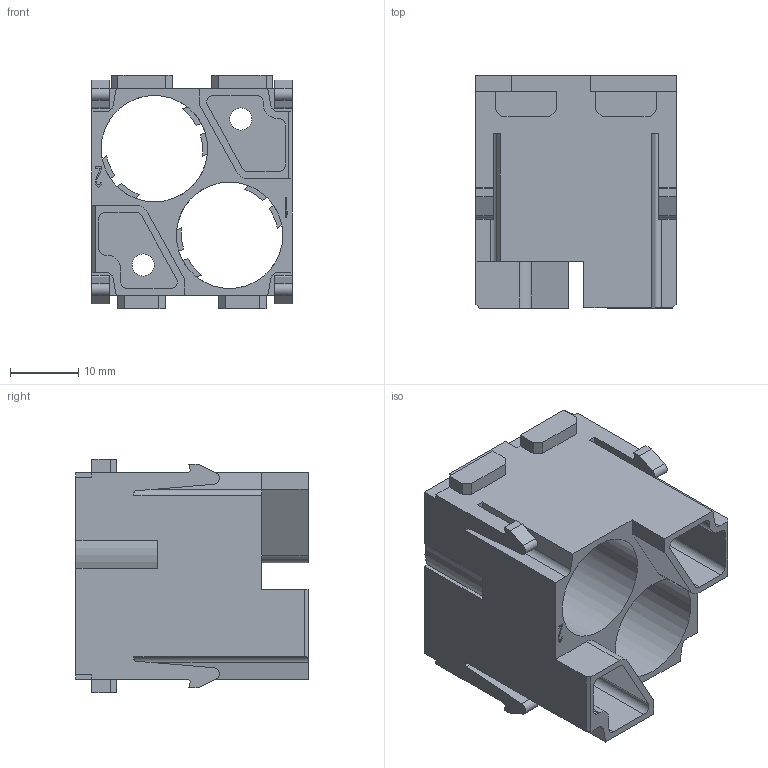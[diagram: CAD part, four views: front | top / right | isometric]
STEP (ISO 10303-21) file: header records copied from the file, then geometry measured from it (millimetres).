
FILE_DESCRIPTION((''),'2;1');
FILE_NAME('HQM002M','2017-09-13T',('tl.yang'),(''),'PRO/ENGINEER BY PARAMETRIC TECHNOLOGY CORPORATION, 2011500','PRO/ENGINEER BY PARAMETRIC TECHNOLOGY CORPORATION, 2011500','');
FILE_SCHEMA(('CONFIG_CONTROL_DESIGN'));
Length unit declared in the file: millimetre
Products named in the file (1): HQM002M
Bounding box: 29.3 x 34 x 34.2 mm (x, y, z)
Volume: 12204.6 mm3; surface area: 9858 mm2
Topology: 1 solids, 1 shells, 284 faces, 823 edges, 547 vertices
Faces by surface type: plane 228, cylinder 50, cone 6
Entity records: 9393 total; most frequent: CARTESIAN_POINT 1789, ORIENTED_EDGE 1646, DIRECTION 1483, EDGE_CURVE 823, VECTOR 661, LINE 661, VERTEX_POINT 547, AXIS2_PLACEMENT_3D 411
